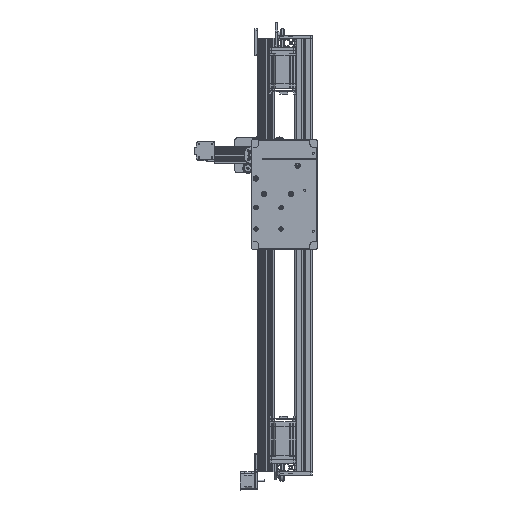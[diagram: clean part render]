
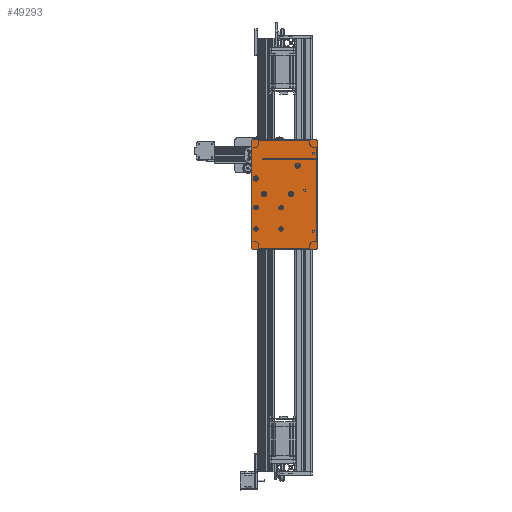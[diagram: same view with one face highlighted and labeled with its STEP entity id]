
A CAD part, left-side view. The second image highlights one B-rep face of the part: STEP entity #49293.
In plain terms, the highlighted planar face has unit normal (-1, 0, 0).
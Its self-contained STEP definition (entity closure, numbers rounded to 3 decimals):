
#1998=FACE_BOUND('',#6948,.T.);
#1999=FACE_BOUND('',#6949,.T.);
#2000=FACE_BOUND('',#6950,.T.);
#3958=FACE_OUTER_BOUND('',#6947,.T.);
#6947=EDGE_LOOP('',(#40337,#40338,#40339,#40340,#40341,#40342,#40343,#40344));
#6948=EDGE_LOOP('',(#40345));
#6949=EDGE_LOOP('',(#40346));
#6950=EDGE_LOOP('',(#40347));
#10980=LINE('',#79457,#15616);
#11040=LINE('',#79774,#15676);
#11133=LINE('',#80120,#15769);
#11137=LINE('',#80131,#15773);
#15616=VECTOR('',#64872,10.);
#15676=VECTOR('',#65270,10.);
#15769=VECTOR('',#65657,10.);
#15773=VECTOR('',#65671,10.);
#18713=CIRCLE('',#53887,2.5);
#18715=CIRCLE('',#53890,2.5);
#18717=CIRCLE('',#53893,2.5);
#18782=CIRCLE('',#54033,6.2);
#18783=CIRCLE('',#54035,6.2);
#18784=CIRCLE('',#54038,6.2);
#18785=CIRCLE('',#54040,6.2);
#22372=VERTEX_POINT('',#79455);
#22373=VERTEX_POINT('',#79456);
#22460=VERTEX_POINT('',#79772);
#22461=VERTEX_POINT('',#79773);
#22465=VERTEX_POINT('',#79783);
#22467=VERTEX_POINT('',#79789);
#22469=VERTEX_POINT('',#79795);
#22566=VERTEX_POINT('',#80118);
#22567=VERTEX_POINT('',#80119);
#22568=VERTEX_POINT('',#80126);
#22569=VERTEX_POINT('',#80130);
#28406=EDGE_CURVE('',#22372,#22373,#10980,.T.);
#28550=EDGE_CURVE('',#22460,#22461,#11040,.T.);
#28556=EDGE_CURVE('',#22465,#22465,#18713,.T.);
#28559=EDGE_CURVE('',#22467,#22467,#18715,.T.);
#28562=EDGE_CURVE('',#22469,#22469,#18717,.T.);
#28713=EDGE_CURVE('',#22566,#22567,#11133,.T.);
#28716=EDGE_CURVE('',#22372,#22567,#18782,.T.);
#28717=EDGE_CURVE('',#22568,#22373,#18783,.T.);
#28719=EDGE_CURVE('',#22568,#22569,#11137,.T.);
#28721=EDGE_CURVE('',#22460,#22569,#18784,.T.);
#28722=EDGE_CURVE('',#22566,#22461,#18785,.T.);
#40337=ORIENTED_EDGE('',*,*,#28722,.F.);
#40338=ORIENTED_EDGE('',*,*,#28713,.T.);
#40339=ORIENTED_EDGE('',*,*,#28716,.F.);
#40340=ORIENTED_EDGE('',*,*,#28406,.T.);
#40341=ORIENTED_EDGE('',*,*,#28717,.F.);
#40342=ORIENTED_EDGE('',*,*,#28719,.T.);
#40343=ORIENTED_EDGE('',*,*,#28721,.F.);
#40344=ORIENTED_EDGE('',*,*,#28550,.T.);
#40345=ORIENTED_EDGE('',*,*,#28556,.T.);
#40346=ORIENTED_EDGE('',*,*,#28559,.T.);
#40347=ORIENTED_EDGE('',*,*,#28562,.T.);
#45810=PLANE('',#54042);
#49293=ADVANCED_FACE('',(#3958,#1998,#1999,#2000),#45810,.F.);
#53887=AXIS2_PLACEMENT_3D('',#79785,#65279,#65280);
#53890=AXIS2_PLACEMENT_3D('',#79791,#65286,#65287);
#53893=AXIS2_PLACEMENT_3D('',#79797,#65293,#65294);
#54033=AXIS2_PLACEMENT_3D('',#80124,#65662,#65663);
#54035=AXIS2_PLACEMENT_3D('',#80127,#65666,#65667);
#54038=AXIS2_PLACEMENT_3D('',#80134,#65675,#65676);
#54040=AXIS2_PLACEMENT_3D('',#80136,#65679,#65680);
#54042=AXIS2_PLACEMENT_3D('',#80138,#65683,#65684);
#64872=DIRECTION('',(0.,-1.,0.));
#65270=DIRECTION('',(0.,1.,0.));
#65279=DIRECTION('center_axis',(1.,0.,0.));
#65280=DIRECTION('ref_axis',(0.,0.,-1.));
#65286=DIRECTION('center_axis',(1.,0.,0.));
#65287=DIRECTION('ref_axis',(0.,0.,-1.));
#65293=DIRECTION('center_axis',(1.,0.,0.));
#65294=DIRECTION('ref_axis',(0.,0.,-1.));
#65657=DIRECTION('',(0.,0.,-1.));
#65662=DIRECTION('center_axis',(1.,0.,0.));
#65663=DIRECTION('ref_axis',(0.,0.,-1.));
#65666=DIRECTION('center_axis',(1.,0.,0.));
#65667=DIRECTION('ref_axis',(0.,-1.,0.));
#65671=DIRECTION('',(0.,0.,1.));
#65675=DIRECTION('center_axis',(1.,0.,0.));
#65676=DIRECTION('ref_axis',(0.,0.,1.));
#65679=DIRECTION('center_axis',(1.,0.,0.));
#65680=DIRECTION('ref_axis',(0.,1.,0.));
#65683=DIRECTION('center_axis',(1.,0.,0.));
#65684=DIRECTION('ref_axis',(0.,0.,-1.));
#79455=CARTESIAN_POINT('',(0.,78.121,-123.278));
#79456=CARTESIAN_POINT('',(0.,-63.479,-123.278));
#79457=CARTESIAN_POINT('',(0.,78.121,-123.278));
#79772=CARTESIAN_POINT('',(0.,-63.479,130.722));
#79773=CARTESIAN_POINT('',(0.,78.121,130.722));
#79774=CARTESIAN_POINT('',(0.,-63.479,130.722));
#79783=CARTESIAN_POINT('',(0.,-39.193,16.222));
#79785=CARTESIAN_POINT('Origin',(0.,-39.193,13.722));
#79789=CARTESIAN_POINT('',(0.,-59.193,101.222));
#79791=CARTESIAN_POINT('Origin',(0.,-59.193,98.722));
#79795=CARTESIAN_POINT('',(0.,-59.193,-78.778));
#79797=CARTESIAN_POINT('Origin',(0.,-59.193,-81.278));
#80118=CARTESIAN_POINT('',(0.,84.321,124.522));
#80119=CARTESIAN_POINT('',(0.,84.321,-117.078));
#80120=CARTESIAN_POINT('',(0.,84.321,124.522));
#80124=CARTESIAN_POINT('Origin',(0.,78.121,-117.078));
#80126=CARTESIAN_POINT('',(0.,-69.679,-117.078));
#80127=CARTESIAN_POINT('Origin',(0.,-63.479,-117.078));
#80130=CARTESIAN_POINT('',(0.,-69.679,124.522));
#80131=CARTESIAN_POINT('',(0.,-69.679,-117.078));
#80134=CARTESIAN_POINT('Origin',(0.,-63.479,124.522));
#80136=CARTESIAN_POINT('Origin',(0.,78.121,124.522));
#80138=CARTESIAN_POINT('Origin',(0.,7.321,3.722));
